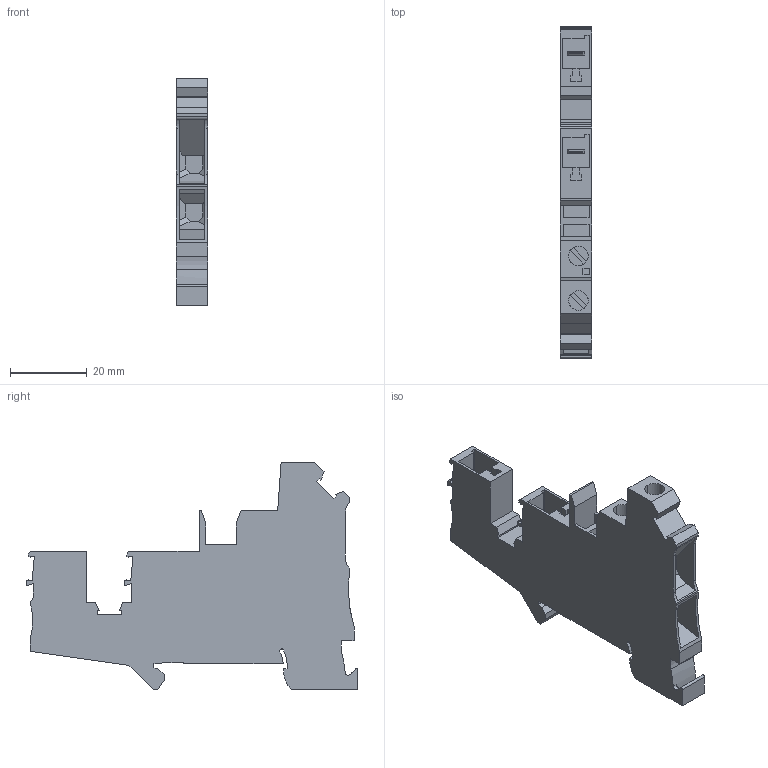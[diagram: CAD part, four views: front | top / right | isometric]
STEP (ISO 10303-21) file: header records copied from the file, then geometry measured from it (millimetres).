
FILE_DESCRIPTION(('Creo Elements/Direct Modeling STEP Export'),'2;1');
FILE_NAME('model.stp','2019-08-29T 0:08:36',(''),(''),'Creo Elements/Direct Modeling STEP processor for AP214 (Solid Model)','Creo Elements/Direct Modeling 20.1A 29-Sep-2018 (C) Parametric Technology GmbH','');
FILE_SCHEMA(('AUTOMOTIVE_DESIGN { 1 0 10303 214 1 1 1 1 }'));
Length unit declared in the file: millimetre
Products named in the file (2): UT_6-QUATTRO_2P-select
Assembly tree (1 placements, depth 2):
  UT_6-QUATTRO_2P-select
    UT_6-QUATTRO_2P-select
Bounding box: 8.15 x 86.45 x 59.4 mm (x, y, z)
Volume: 18636 mm3; surface area: 11903.9 mm2
Topology: 1 solids, 1 shells, 213 faces, 601 edges, 398 vertices
Faces by surface type: plane 191, cylinder 22
Entity records: 8482 total; most frequent: CARTESIAN_POINT 1203, ORIENTED_EDGE 1202, DIRECTION 1066, EDGE_CURVE 601, VECTOR 544, LINE 544, VERTEX_POINT 398, AXIS2_PLACEMENT_3D 261
